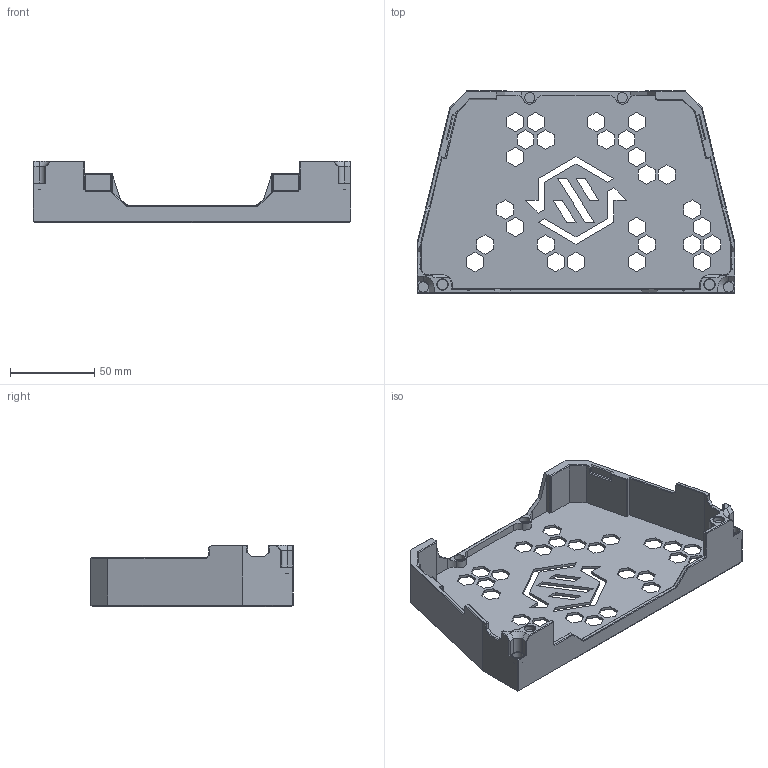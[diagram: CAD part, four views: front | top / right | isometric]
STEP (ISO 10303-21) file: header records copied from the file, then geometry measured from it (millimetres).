
FILE_DESCRIPTION(/* description */ (''),/* implementation_level */ '2;1');
FILE_NAME(/* name */ '[a]_sc_voron_cover.step',/* time_stamp */ '2025-07-30T21:42:04+02:00',/* author */ (''),/* organization */ (''),/* preprocessor_version */ 'ST-DEVELOPER v20.1',/* originating_system */ 'Autodesk Translation Framework v14.10.0.0',/* authorisation */ '');
FILE_SCHEMA (('AUTOMOTIVE_DESIGN { 1 0 10303 214 3 1 1 }'));
Length unit declared in the file: millimetre
Products named in the file (1): [a]_sc_voron_cover
Bounding box: 188.6 x 120 x 36.6 mm (x, y, z)
Volume: 81133.2 mm3; surface area: 62766.1 mm2
Topology: 1 solids, 1 shells, 687 faces, 1693 edges, 1012 vertices
Faces by surface type: plane 651, cylinder 24, cone 10, bspline 2
Full cylindrical faces by diameter (mm): 6.05 x2, 6.1 x2, 6.2 x2
Entity records: 19643 total; most frequent: CARTESIAN_POINT 3428, ORIENTED_EDGE 3386, DIRECTION 3130, EDGE_CURVE 1693, LINE 1618, VECTOR 1618, VERTEX_POINT 1012, AXIS2_PLACEMENT_3D 756
